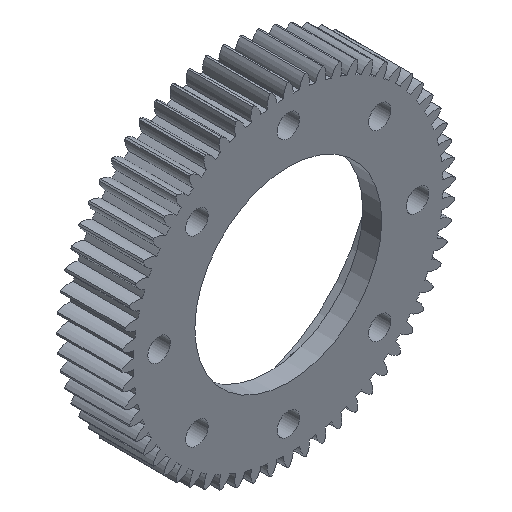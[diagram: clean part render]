
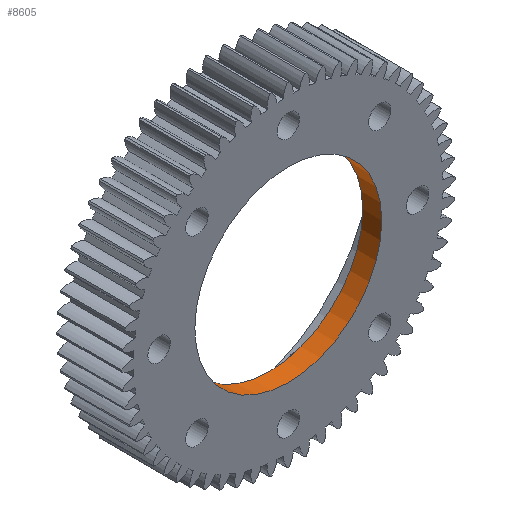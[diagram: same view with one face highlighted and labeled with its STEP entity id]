
A CAD part, isometric view. The second image highlights one B-rep face of the part: STEP entity #8605.
In plain terms, the highlighted conical face has half-angle 1 degrees and reference radius 25.4 mm.
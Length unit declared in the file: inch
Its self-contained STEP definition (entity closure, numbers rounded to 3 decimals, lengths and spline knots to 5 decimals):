
#131=CONICAL_SURFACE('',#9149,1.,0.017);
#157=LINE('',#13665,#735);
#735=VECTOR('',#10525,1.);
#1665=FACE_OUTER_BOUND('',#2127,.T.);
#2127=EDGE_LOOP('',(#5863,#5864,#5865,#5866,#5867,#5868));
#2663=CIRCLE('',#9150,0.72317);
#2664=CIRCLE('',#9151,0.72579);
#2665=CIRCLE('',#9152,0.72579);
#2666=CIRCLE('',#9153,0.72317);
#3485=VERTEX_POINT('',#13661);
#3486=VERTEX_POINT('',#13662);
#3487=VERTEX_POINT('',#13664);
#3488=VERTEX_POINT('',#13666);
#4447=EDGE_CURVE('',#3485,#3486,#2663,.T.);
#4448=EDGE_CURVE('',#3486,#3487,#157,.T.);
#4449=EDGE_CURVE('',#3488,#3487,#2664,.T.);
#4450=EDGE_CURVE('',#3487,#3488,#2665,.T.);
#4451=EDGE_CURVE('',#3486,#3485,#2666,.T.);
#5863=ORIENTED_EDGE('',*,*,#4447,.T.);
#5864=ORIENTED_EDGE('',*,*,#4448,.T.);
#5865=ORIENTED_EDGE('',*,*,#4449,.F.);
#5866=ORIENTED_EDGE('',*,*,#4450,.F.);
#5867=ORIENTED_EDGE('',*,*,#4448,.F.);
#5868=ORIENTED_EDGE('',*,*,#4451,.T.);
#8605=ADVANCED_FACE('',(#1665),#131,.F.);
#9149=AXIS2_PLACEMENT_3D('',#13660,#10521,#10522);
#9150=AXIS2_PLACEMENT_3D('',#13663,#10523,#10524);
#9151=AXIS2_PLACEMENT_3D('',#13667,#10526,#10527);
#9152=AXIS2_PLACEMENT_3D('',#13668,#10528,#10529);
#9153=AXIS2_PLACEMENT_3D('',#13669,#10530,#10531);
#10521=DIRECTION('center_axis',(0.,1.,0.));
#10522=DIRECTION('ref_axis',(0.,0.,1.));
#10523=DIRECTION('center_axis',(0.,-1.,0.));
#10524=DIRECTION('ref_axis',(0.,0.,1.));
#10525=DIRECTION('',(0.,1.,-0.017));
#10526=DIRECTION('center_axis',(0.,-1.,0.));
#10527=DIRECTION('ref_axis',(0.,0.,1.));
#10528=DIRECTION('center_axis',(0.,-1.,0.));
#10529=DIRECTION('ref_axis',(0.,0.,1.));
#10530=DIRECTION('center_axis',(0.,-1.,0.));
#10531=DIRECTION('ref_axis',(0.,0.,1.));
#13660=CARTESIAN_POINT('Origin',(0.,15.85966,0.));
#13661=CARTESIAN_POINT('',(0.,0.,0.72317));
#13662=CARTESIAN_POINT('',(0.,0.,-0.72317));
#13663=CARTESIAN_POINT('Origin',(0.,0.,0.));
#13664=CARTESIAN_POINT('',(0.,0.15,-0.72579));
#13665=CARTESIAN_POINT('',(0.,15.85966,-1.));
#13666=CARTESIAN_POINT('',(0.,0.15,0.72579));
#13667=CARTESIAN_POINT('Origin',(0.,0.15,0.));
#13668=CARTESIAN_POINT('Origin',(0.,0.15,0.));
#13669=CARTESIAN_POINT('Origin',(0.,0.,0.));
